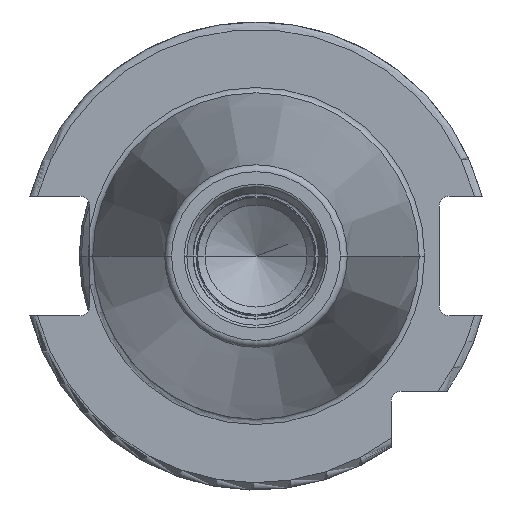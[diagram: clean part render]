
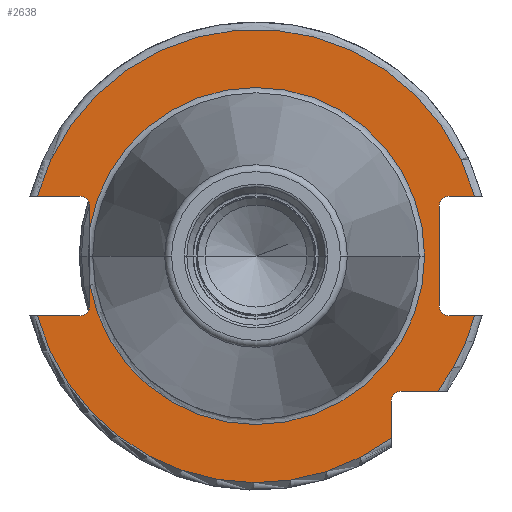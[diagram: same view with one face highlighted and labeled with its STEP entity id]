
A CAD part, left-side view. The second image highlights one B-rep face of the part: STEP entity #2638.
In plain terms, the highlighted planar face has unit normal (-1, 0, 0).
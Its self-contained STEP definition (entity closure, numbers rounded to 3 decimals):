
#105=CARTESIAN_POINT('',(3.2,22.55,-3.842));
#117=CARTESIAN_POINT('',(3.2,0.,0.));
#118=DIRECTION('',(-1.,0.,0.));
#119=DIRECTION('',(0.,0.986,-0.168));
#120=AXIS2_PLACEMENT_3D('',#117,#118,#119);
#533=CARTESIAN_POINT('',(3.2,23.9,-6.75));
#534=DIRECTION('',(1.,0.,0.));
#535=DIRECTION('',(0.,-1.,0.));
#536=AXIS2_PLACEMENT_3D('',#533,#534,#535);
#542=DIRECTION('',(0.,0.,-1.));
#543=VECTOR('',#542,2.908);
#544=CARTESIAN_POINT('',(3.2,22.55,6.75));
#545=LINE('',#544,#543);
#546=DIRECTION('',(0.,-1.,0.));
#547=VECTOR('',#546,5.777);
#548=CARTESIAN_POINT('',(3.2,29.677,8.1));
#549=LINE('',#548,#547);
#550=CARTESIAN_POINT('',(3.2,0.,0.));
#551=DIRECTION('',(1.,0.,0.));
#552=DIRECTION('',(0.,0.965,0.263));
#553=AXIS2_PLACEMENT_3D('',#550,#551,#552);
#555=DIRECTION('',(0.,1.,0.));
#556=VECTOR('',#555,3.477);
#557=CARTESIAN_POINT('',(3.2,-29.677,8.1));
#558=LINE('',#557,#556);
#559=DIRECTION('',(0.,0.,1.));
#560=VECTOR('',#559,13.5);
#561=CARTESIAN_POINT('',(3.2,-24.85,-6.75));
#562=LINE('',#561,#560);
#563=DIRECTION('',(0.,1.,0.));
#564=VECTOR('',#563,3.477);
#565=CARTESIAN_POINT('',(3.2,-29.677,-8.1));
#566=LINE('',#565,#564);
#567=CARTESIAN_POINT('',(3.2,0.,0.));
#568=DIRECTION('',(-1.,0.,0.));
#569=DIRECTION('',(0.,-0.803,-0.597));
#570=AXIS2_PLACEMENT_3D('',#567,#568,#569);
#572=DIRECTION('',(0.,-1.,0.));
#573=VECTOR('',#572,4.99);
#574=CARTESIAN_POINT('',(3.2,-19.7,-18.35));
#575=LINE('',#574,#573);
#576=DIRECTION('',(0.,0.,1.));
#577=VECTOR('',#576,4.99);
#578=CARTESIAN_POINT('',(3.2,-18.35,-24.69));
#579=LINE('',#578,#577);
#580=CARTESIAN_POINT('',(3.2,0.,0.));
#581=DIRECTION('',(-1.,0.,0.));
#582=DIRECTION('',(0.,0.965,-0.263));
#583=AXIS2_PLACEMENT_3D('',#580,#581,#582);
#585=DIRECTION('',(0.,-1.,0.));
#586=VECTOR('',#585,5.777);
#587=CARTESIAN_POINT('',(3.2,29.677,-8.1));
#588=LINE('',#587,#586);
#589=DIRECTION('',(0.,0.,-1.));
#590=VECTOR('',#589,2.908);
#591=CARTESIAN_POINT('',(3.2,22.55,-3.842));
#592=LINE('',#591,#590);
#598=CARTESIAN_POINT('',(3.2,23.9,6.75));
#599=DIRECTION('',(1.,0.,0.));
#600=DIRECTION('',(0.,0.,1.));
#601=AXIS2_PLACEMENT_3D('',#598,#599,#600);
#643=CARTESIAN_POINT('',(3.2,-26.2,6.75));
#644=DIRECTION('',(1.,0.,0.));
#645=DIRECTION('',(0.,1.,0.));
#646=AXIS2_PLACEMENT_3D('',#643,#644,#645);
#661=CARTESIAN_POINT('',(3.2,-26.2,-6.75));
#662=DIRECTION('',(1.,0.,0.));
#663=DIRECTION('',(0.,0.,-1.));
#664=AXIS2_PLACEMENT_3D('',#661,#662,#663);
#786=CARTESIAN_POINT('',(3.2,29.677,-8.1));
#822=CARTESIAN_POINT('',(3.2,-29.677,-8.1));
#1128=CARTESIAN_POINT('',(3.2,-19.7,-19.7));
#1129=DIRECTION('',(1.,0.,0.));
#1130=DIRECTION('',(0.,1.,0.));
#1131=AXIS2_PLACEMENT_3D('',#1128,#1129,#1130);
#1276=CARTESIAN_POINT('',(3.2,29.677,8.1));
#1283=CARTESIAN_POINT('',(3.2,-29.677,8.1));
#1294=CARTESIAN_POINT('',(3.2,22.55,3.842));
#1305=CARTESIAN_POINT('',(3.2,0.,0.));
#1306=DIRECTION('',(1.,0.,0.));
#1307=DIRECTION('',(0.,0.986,0.168));
#1308=AXIS2_PLACEMENT_3D('',#1305,#1306,#1307);
#1528=CARTESIAN_POINT('',(3.2,-22.875,0.));
#1530=VERTEX_POINT('',#1528);
#1670=VERTEX_POINT('',#1294);
#1672=VERTEX_POINT('',#105);
#1675=VERTEX_POINT('',#1276);
#1676=VERTEX_POINT('',#1283);
#1679=VERTEX_POINT('',#786);
#1680=VERTEX_POINT('',#822);
#1695=CARTESIAN_POINT('',(3.2,-18.35,-24.69));
#1696=VERTEX_POINT('',#1695);
#1698=CARTESIAN_POINT('',(3.2,23.9,-8.1));
#1700=VERTEX_POINT('',#1698);
#1702=CARTESIAN_POINT('',(3.2,22.55,-6.75));
#1704=VERTEX_POINT('',#1702);
#1706=CARTESIAN_POINT('',(3.2,22.55,6.75));
#1708=VERTEX_POINT('',#1706);
#1710=CARTESIAN_POINT('',(3.2,23.9,8.1));
#1712=VERTEX_POINT('',#1710);
#1714=CARTESIAN_POINT('',(3.2,-24.85,-6.75));
#1716=VERTEX_POINT('',#1714);
#1718=CARTESIAN_POINT('',(3.2,-26.2,-8.1));
#1720=VERTEX_POINT('',#1718);
#1722=CARTESIAN_POINT('',(3.2,-26.2,8.1));
#1724=VERTEX_POINT('',#1722);
#1726=CARTESIAN_POINT('',(3.2,-24.85,6.75));
#1728=VERTEX_POINT('',#1726);
#1735=CARTESIAN_POINT('',(3.2,-19.7,-18.35));
#1736=CARTESIAN_POINT('',(3.2,-24.69,-18.35));
#1737=VERTEX_POINT('',#1735);
#1738=VERTEX_POINT('',#1736);
#1739=CARTESIAN_POINT('',(3.2,-18.35,-19.7));
#1740=VERTEX_POINT('',#1739);
#2598=CARTESIAN_POINT('',(3.2,0.,0.));
#2599=DIRECTION('',(1.,0.,0.));
#2600=DIRECTION('',(0.,-1.,0.));
#2601=AXIS2_PLACEMENT_3D('',#2598,#2599,#2600);
#2602=PLANE('',#2601);
#2603=ORIENTED_EDGE('',*,*,#1990,.F.);
#2605=ORIENTED_EDGE('',*,*,#2604,.F.);
#2607=ORIENTED_EDGE('',*,*,#2606,.F.);
#2609=ORIENTED_EDGE('',*,*,#2608,.T.);
#2611=ORIENTED_EDGE('',*,*,#2610,.T.);
#2613=ORIENTED_EDGE('',*,*,#2612,.F.);
#2615=ORIENTED_EDGE('',*,*,#2614,.F.);
#2617=ORIENTED_EDGE('',*,*,#2616,.F.);
#2619=ORIENTED_EDGE('',*,*,#2618,.F.);
#2621=ORIENTED_EDGE('',*,*,#2620,.F.);
#2623=ORIENTED_EDGE('',*,*,#2622,.F.);
#2625=ORIENTED_EDGE('',*,*,#2624,.F.);
#2627=ORIENTED_EDGE('',*,*,#2626,.F.);
#2629=ORIENTED_EDGE('',*,*,#2628,.F.);
#2630=ORIENTED_EDGE('',*,*,#2570,.T.);
#2631=ORIENTED_EDGE('',*,*,#2559,.F.);
#2632=ORIENTED_EDGE('',*,*,#1995,.F.);
#2633=ORIENTED_EDGE('',*,*,#1970,.T.);
#2635=ORIENTED_EDGE('',*,*,#2634,.F.);
#2636=EDGE_LOOP('',(#2603,#2605,#2607,#2609,#2611,#2613,#2615,#2617,#2619,#2621,
#2623,#2625,#2627,#2629,#2630,#2631,#2632,#2633,#2635));
#2637=FACE_OUTER_BOUND('',#2636,.F.);
#2638=ADVANCED_FACE('',(#2637),#2602,.F.);
#121=CIRCLE('',#120,22.875);
#537=CIRCLE('',#536,1.35);
#554=CIRCLE('',#553,30.763);
#571=CIRCLE('',#570,30.763);
#584=CIRCLE('',#583,30.763);
#602=CIRCLE('',#601,1.35);
#647=CIRCLE('',#646,1.35);
#665=CIRCLE('',#664,1.35);
#1132=CIRCLE('',#1131,1.35);
#1309=CIRCLE('',#1308,22.875);
#1970=EDGE_CURVE('',#1672,#1530,#121,.T.);
#1990=EDGE_CURVE('',#1708,#1670,#545,.T.);
#1995=EDGE_CURVE('',#1672,#1704,#592,.T.);
#2559=EDGE_CURVE('',#1704,#1700,#537,.T.);
#2570=EDGE_CURVE('',#1679,#1700,#588,.T.);
#2604=EDGE_CURVE('',#1712,#1708,#602,.T.);
#2606=EDGE_CURVE('',#1675,#1712,#549,.T.);
#2608=EDGE_CURVE('',#1675,#1676,#554,.T.);
#2610=EDGE_CURVE('',#1676,#1724,#558,.T.);
#2612=EDGE_CURVE('',#1728,#1724,#647,.T.);
#2614=EDGE_CURVE('',#1716,#1728,#562,.T.);
#2616=EDGE_CURVE('',#1720,#1716,#665,.T.);
#2618=EDGE_CURVE('',#1680,#1720,#566,.T.);
#2620=EDGE_CURVE('',#1738,#1680,#571,.T.);
#2622=EDGE_CURVE('',#1737,#1738,#575,.T.);
#2624=EDGE_CURVE('',#1740,#1737,#1132,.T.);
#2626=EDGE_CURVE('',#1696,#1740,#579,.T.);
#2628=EDGE_CURVE('',#1679,#1696,#584,.T.);
#2634=EDGE_CURVE('',#1670,#1530,#1309,.T.);
